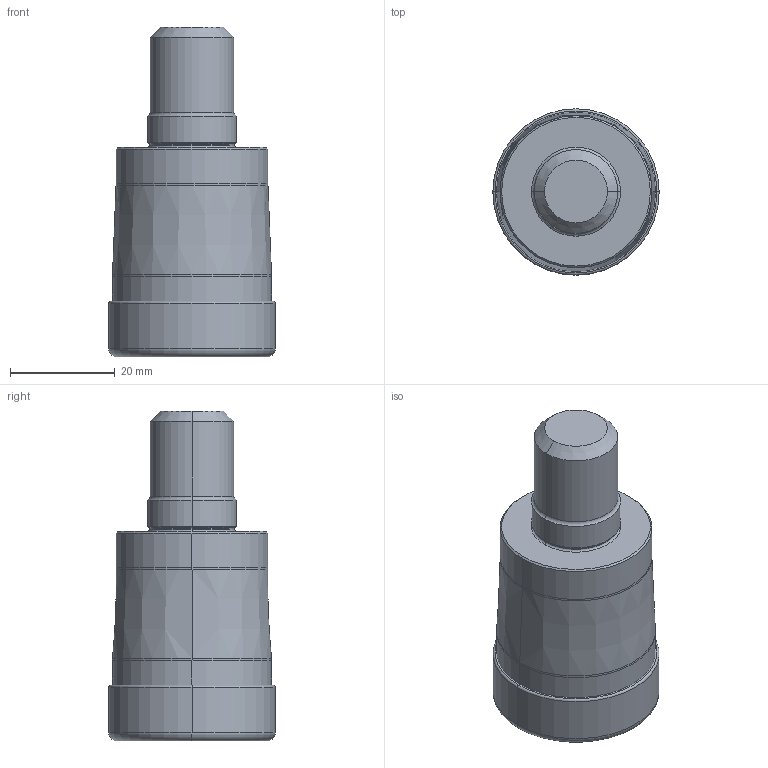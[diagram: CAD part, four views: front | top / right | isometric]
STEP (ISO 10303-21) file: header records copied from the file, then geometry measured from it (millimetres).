
FILE_DESCRIPTION(/* description */ (''),/* implementation_level */ '2;1');
FILE_NAME(/* name */ 'APX3000UR205AM16A40_IR0_063.stp',/* time_stamp */ '2021-09-08T11:45:45+09:00',/* author */ (''),/* organization */ (''),/* preprocessor_version */ 'ST-DEVELOPER v16',/* originating_system */ 'SIEMENS PLM Software NX 10.0',/* authorisation */ '');
FILE_SCHEMA (('AUTOMOTIVE_DESIGN { 1 0 10303 214 3 1 1 1 }'));
Length unit declared in the file: millimetre
Products named in the file (1): APX3000UR205AM16A40_IR0_063_ASM
Bounding box: 31.75 x 31.75 x 63 mm (x, y, z)
Volume: 37340.4 mm3; surface area: 8788.3 mm2
Topology: 2 solids, 2 shells, 129 faces, 321 edges, 245 vertices
Faces by surface type: revolution 58, torus 24, cone 24, cylinder 14, plane 7, bspline 2
Entity records: 4911 total; most frequent: CARTESIAN_POINT 1731, DIRECTION 634, ORIENTED_EDGE 556, EDGE_CURVE 278, AXIS2_PLACEMENT_3D 264, CIRCLE 184, VERTEX_POINT 156, B_SPLINE_CURVE_WITH_KNOTS 147
